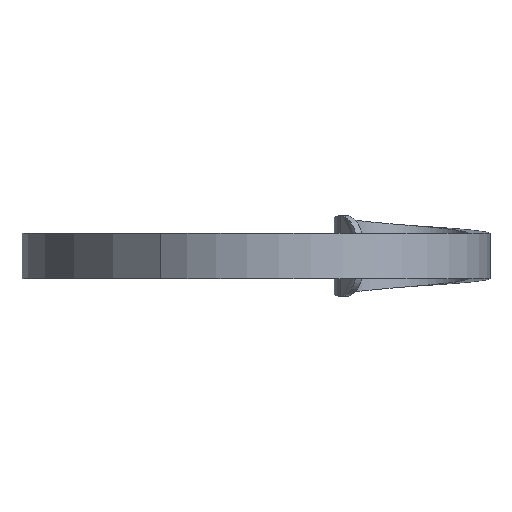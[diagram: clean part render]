
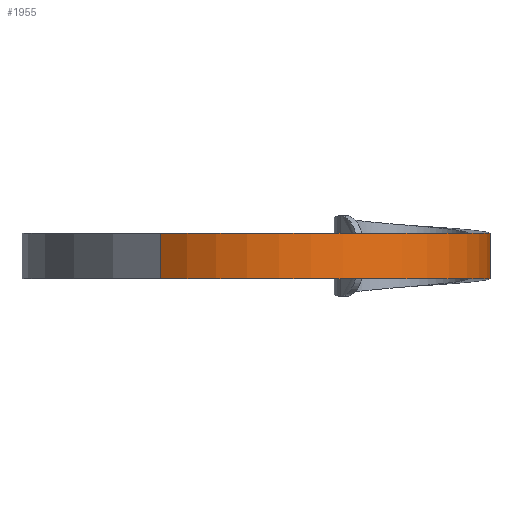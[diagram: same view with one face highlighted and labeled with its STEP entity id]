
A CAD part, left-side view. The second image highlights one B-rep face of the part: STEP entity #1955.
In plain terms, the highlighted cylindrical face has radius 70 mm (diameter 140 mm), a partial arc.
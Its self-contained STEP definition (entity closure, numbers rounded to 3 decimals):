
#6 = ORIENTED_EDGE ( 'NONE', *, *, #7739, .F. ) ;
#188 = AXIS2_PLACEMENT_3D ( 'NONE', #8431, #4355, #11246 ) ;
#334 = CARTESIAN_POINT ( 'NONE',  ( -107.74, 33.527, 8. ) ) ;
#448 = FACE_OUTER_BOUND ( 'NONE', #2216, .T. ) ;
#455 = CARTESIAN_POINT ( 'NONE',  ( -55., -82.5, 8. ) ) ;
#465 = LINE ( 'NONE', #1070, #4358 ) ;
#927 = CARTESIAN_POINT ( 'NONE',  ( -55., -12.5, 0. ) ) ;
#1008 = EDGE_CURVE ( 'NONE', #10344, #12663, #465, .T. ) ;
#1070 = CARTESIAN_POINT ( 'NONE',  ( -107.74, 33.527, 8. ) ) ;
#1229 = DIRECTION ( 'NONE',  ( 0., 0., -1. ) ) ;
#1260 = DIRECTION ( 'NONE',  ( -0.753, 0.658, 0. ) ) ;
#1712 = AXIS2_PLACEMENT_3D ( 'NONE', #11175, #3286, #1260 ) ;
#1898 = LINE ( 'NONE', #6730, #2193 ) ;
#1927 = ORIENTED_EDGE ( 'NONE', *, *, #4602, .F. ) ;
#1955 = ADVANCED_FACE ( 'NONE', ( #448 ), #8375, .T. ) ;
#2193 = VECTOR ( 'NONE', #3070, 1000. ) ;
#2216 = EDGE_LOOP ( 'NONE', ( #4500, #6, #1927, #2360 ) ) ;
#2360 = ORIENTED_EDGE ( 'NONE', *, *, #1008, .T. ) ;
#3070 = DIRECTION ( 'NONE',  ( 0., 0., -1. ) ) ;
#3286 = DIRECTION ( 'NONE',  ( 0., 0., 1. ) ) ;
#3727 = CARTESIAN_POINT ( 'NONE',  ( -55., -82.5, -8. ) ) ;
#4355 = DIRECTION ( 'NONE',  ( 0., 0., 1. ) ) ;
#4358 = VECTOR ( 'NONE', #1229, 1000. ) ;
#4500 = ORIENTED_EDGE ( 'NONE', *, *, #10659, .T. ) ;
#4602 = EDGE_CURVE ( 'NONE', #10344, #8165, #11539, .T. ) ;
#4928 = DIRECTION ( 'NONE',  ( 0., 0., 1. ) ) ;
#6730 = CARTESIAN_POINT ( 'NONE',  ( -55., -82.5, 8. ) ) ;
#7701 = VERTEX_POINT ( 'NONE', #3727 ) ;
#7739 = EDGE_CURVE ( 'NONE', #8165, #7701, #1898, .T. ) ;
#7998 = DIRECTION ( 'NONE',  ( 1., 0., 0. ) ) ;
#8165 = VERTEX_POINT ( 'NONE', #455 ) ;
#8375 = CYLINDRICAL_SURFACE ( 'NONE', #9317, 70. ) ;
#8431 = CARTESIAN_POINT ( 'NONE',  ( -55., -12.5, 8. ) ) ;
#8734 = CARTESIAN_POINT ( 'NONE',  ( -107.74, 33.527, -8. ) ) ;
#9317 = AXIS2_PLACEMENT_3D ( 'NONE', #927, #4928, #7998 ) ;
#10344 = VERTEX_POINT ( 'NONE', #334 ) ;
#10659 = EDGE_CURVE ( 'NONE', #12663, #7701, #11326, .T. ) ;
#11175 = CARTESIAN_POINT ( 'NONE',  ( -55., -12.5, -8. ) ) ;
#11246 = DIRECTION ( 'NONE',  ( -0.753, 0.658, 0. ) ) ;
#11326 = CIRCLE ( 'NONE', #1712, 70. ) ;
#11539 = CIRCLE ( 'NONE', #188, 70. ) ;
#12663 = VERTEX_POINT ( 'NONE', #8734 ) ;
